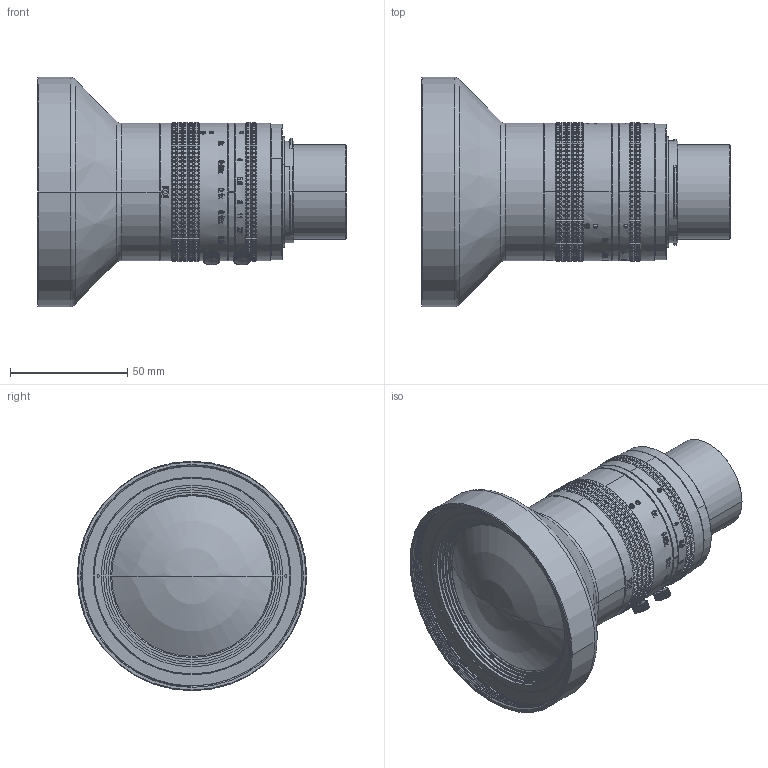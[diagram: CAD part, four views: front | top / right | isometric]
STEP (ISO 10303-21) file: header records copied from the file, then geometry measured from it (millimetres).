
FILE_DESCRIPTION(('FreeCAD Model'),'2;1');
FILE_NAME('Open CASCADE Shape Model','2025-01-22T14:43:42',(''),(''), 'Open CASCADE STEP processor 7.8','FreeCAD','Unknown');
FILE_SCHEMA(('AUTOMOTIVE_DESIGN { 1 0 10303 214 1 1 1 1 }'));
Length unit declared in the file: millimetre
Products named in the file (35): VA-LFM-65MP-25MM-F4-42C; 505_AF002; 505_AF0; 505_AF001; 509_AF0; 507_AF0; 201_AF0_ASM; 501_AF0; 301_AF0; 511_AF0; 202_AF0_ASM; 502_AF0; ASM0001_AF0_ASM; MA096-01-02_AF3_ASM; MA096-02-02_AF3; MA096-02-07_AF0; 522_AF002; 522_AF0; 522_AF001; 203_AF0_ASM; 503_AF0; 315_AF0; 520; 521_AF0; M14302001_AF0; M14302001_AF1; M14302001_AF2; 531_AF0; 531_AF1; 506_AF0; M17552501_AF3; M17552501_AF4; M17552501_AF5; M12122001_AF0; M12122001_AF1
Assembly tree (34 placements, depth 5):
  VA-LFM-65MP-25MM-F4-42C
    505_AF002
      505_AF0
      505_AF001
    509_AF0
    507_AF0
    201_AF0_ASM
      501_AF0
      301_AF0
      511_AF0
    202_AF0_ASM
      502_AF0
      ASM0001_AF0_ASM
        MA096-01-02_AF3_ASM
          MA096-02-02_AF3
        MA096-02-07_AF0
      522_AF002
        522_AF0
        522_AF001
    203_AF0_ASM
      503_AF0
      315_AF0
      520
    521_AF0
    M14302001_AF0
    M14302001_AF1
    M14302001_AF2
    531_AF0
    531_AF1
    506_AF0
    M17552501_AF3
    M17552501_AF4
    M17552501_AF5
    M12122001_AF0
    M12122001_AF1
Bounding box: 131.9 x 98 x 98 mm (x, y, z)
Volume: 104396.4 mm3; surface area: 90977.8 mm2
Topology: 27 solids, 27 shells, 4945 faces, 11209 edges, 6397 vertices
Faces by surface type: plane 1797, cone 1641, cylinder 1056, bspline 388, torus 38, extrusion 17, sphere 8
Entity records: 181689 total; most frequent: CARTESIAN_POINT 59391, ORIENTED_EDGE 22398, DIRECTION 19998, EDGE_CURVE 11199, AXIS2_PLACEMENT_3D 8173, VERTEX_POINT 6397, FACE_BOUND 5096, EDGE_LOOP 5096
